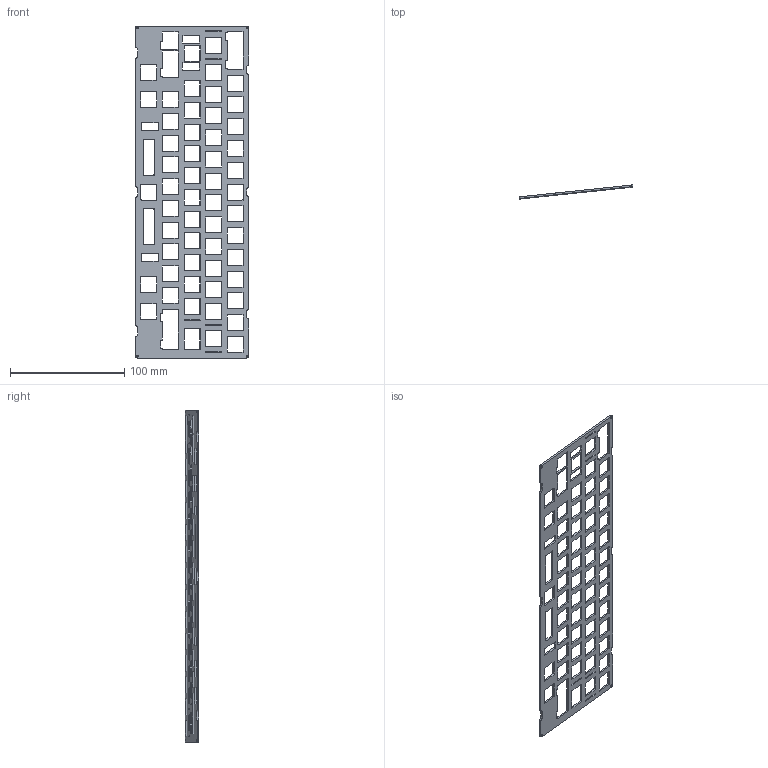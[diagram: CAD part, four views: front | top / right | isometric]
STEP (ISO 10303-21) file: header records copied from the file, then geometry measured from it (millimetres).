
FILE_DESCRIPTION(/* description */ (''),/* implementation_level */ '2;1');
FILE_NAME(/* name */ 'ANSI Plate split left Full HHKB.step',/* time_stamp */ '2019-10-28T19:27:03+00:00',/* author */ (''),/* organization */ (''),/* preprocessor_version */ 'ST-DEVELOPER v18',/* originating_system */ 'Autodesk Translation Framework v8.6.0.1094',/* authorisation */ '');
FILE_SCHEMA (('AUTOMOTIVE_DESIGN { 1 0 10303 214 3 1 1 }'));
Length unit declared in the file: millimetre
Products named in the file (1): ANSI Plate split left Full HHKB
Bounding box: 99.61 x 11.94 x 290.5 mm (x, y, z)
Volume: 23165.2 mm3; surface area: 37921.4 mm2
Topology: 1 solids, 1 shells, 648 faces, 1946 edges, 1300 vertices
Faces by surface type: cylinder 326, plane 322
Full cylindrical faces by diameter (mm): 1.86 x3, 1.96 x1
Entity records: 22410 total; most frequent: DIRECTION 3904, CARTESIAN_POINT 3895, ORIENTED_EDGE 3892, EDGE_CURVE 1946, AXIS2_PLACEMENT_3D 1309, VERTEX_POINT 1300, LINE 1286, VECTOR 1286
